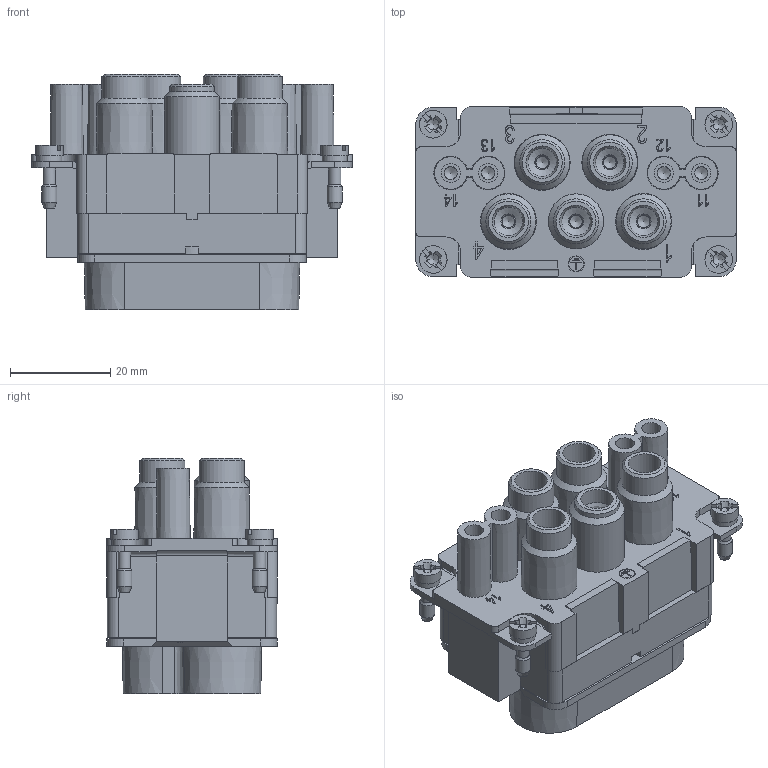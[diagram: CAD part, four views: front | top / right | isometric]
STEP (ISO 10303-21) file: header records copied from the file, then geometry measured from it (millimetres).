
FILE_DESCRIPTION(/* description */ (''),/* implementation_level */ '2;1');
FILE_NAME(/* name */ '100108384ugm000_d.stp',/* time_stamp */ '2019-06-25T09:55:34+02:00',/* author */ (''),/* organization */ (''),/* preprocessor_version */ 'ST-DEVELOPER v16.7',/* originating_system */ 'SIEMENS PLM Software NX 12.0',/* authorisation */ '');
FILE_SCHEMA (('AUTOMOTIVE_DESIGN { 1 0 10303 214 3 1 1 1 }'));
Length unit declared in the file: millimetre
Products named in the file (1): 100108384ugm000_d
Bounding box: 64 x 34 x 47 mm (x, y, z)
Volume: 44563.2 mm3; surface area: 20736.1 mm2
Topology: 1 solids, 5 shells, 1176 faces, 3605 edges, 2992 vertices
Faces by surface type: plane 685, extrusion 230, cylinder 136, cone 116, bspline 5, torus 4
Full cylindrical faces by diameter (mm): 0.911 x1, 1.077 x1, 1.8 x1, 1.921 x1, 2.5 x9, 2.6 x4, 3 x10, 3.05 x4, 3.202 x1, 3.8 x4, 5 x4, 5.4 x4, 5.5 x4, 6 x5, 6.2 x5, 6.5 x15, 9 x15, 11 x1
Entity records: 43200 total; most frequent: CARTESIAN_POINT 9867, ORIENTED_EDGE 5710, DIRECTION 5099, EDGE_CURVE 2855, VECTOR 2241, LINE 2011, VERTEX_POINT 1982, EDGE_LOOP 1451
